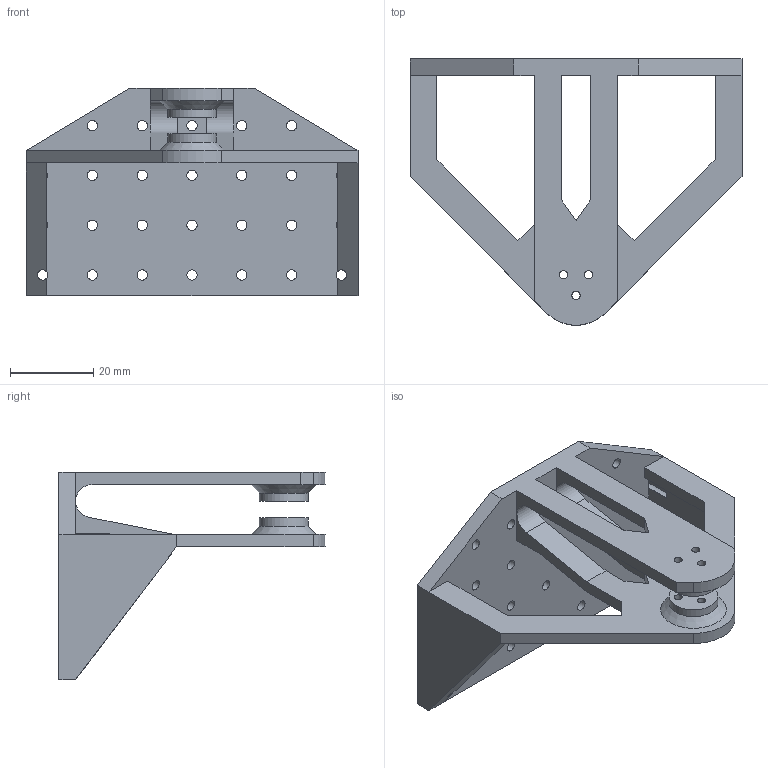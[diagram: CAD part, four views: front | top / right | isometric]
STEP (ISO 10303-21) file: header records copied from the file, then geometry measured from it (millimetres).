
FILE_DESCRIPTION(/* description */ (''),/* implementation_level */ '2;1');
FILE_NAME(/* name */ 'WheelAttachment.stp',/* time_stamp */ '2020-06-09T18:48:31+02:00',/* author */ ('jguck'),/* organization */ (''),/* preprocessor_version */ 'ST-DEVELOPER v17',/* originating_system */ 'Autodesk Inventor 2019',/* authorisation */ '');
FILE_SCHEMA (('AUTOMOTIVE_DESIGN { 1 0 10303 214 3 1 1 }'));
Length unit declared in the file: millimetre
Products named in the file (1): wheel_holder
Bounding box: 80 x 64.16 x 50 mm (x, y, z)
Volume: 27088.8 mm3; surface area: 18037.2 mm2
Topology: 1 solids, 1 shells, 89 faces, 330 edges, 228 vertices
Faces by surface type: plane 45, cylinder 38, cone 6
Full cylindrical faces by diameter (mm): 2 x6, 2.48 x26, 11.8 x2
Entity records: 3735 total; most frequent: CARTESIAN_POINT 656, ORIENTED_EDGE 652, DIRECTION 622, EDGE_CURVE 326, VERTEX_POINT 228, AXIS2_PLACEMENT_3D 212, LINE 198, VECTOR 198
